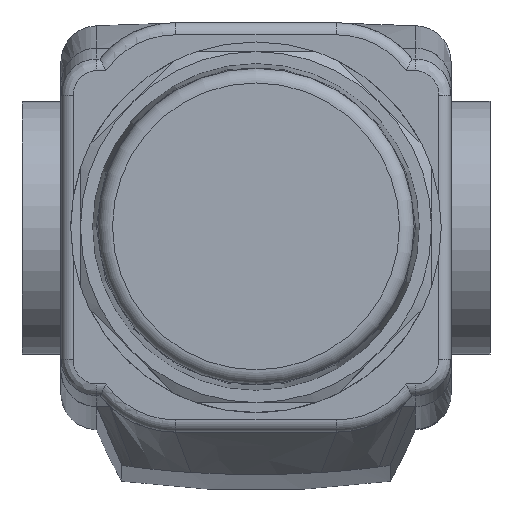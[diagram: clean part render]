
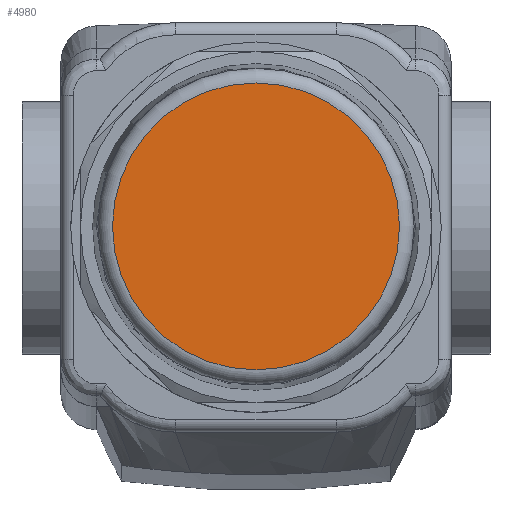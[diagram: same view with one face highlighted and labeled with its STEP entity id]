
A CAD part, top view. The second image highlights one B-rep face of the part: STEP entity #4980.
In plain terms, the highlighted planar face has unit normal (0, 0, 1).
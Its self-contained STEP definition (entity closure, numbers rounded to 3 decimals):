
#4964=CARTESIAN_POINT('',(7.358,0.0,81.5));
#4965=DIRECTION('',(0.0,0.0,1.0));
#4966=DIRECTION('',(1.0,0.0,0.0));
#4967=AXIS2_PLACEMENT_3D('',#4964,#4965,#4966);
#4968=PLANE('',#4967);
#4969=CARTESIAN_POINT('',(14.717,0.0,81.5));
#4970=VERTEX_POINT('',#4969);
#4971=CARTESIAN_POINT('',(0.0,0.0,81.5));
#4972=DIRECTION('',(0.0,0.0,1.0));
#4973=DIRECTION('',(1.0,0.0,0.0));
#4974=AXIS2_PLACEMENT_3D('',#4971,#4972,#4973);
#4975=CIRCLE('',#4974,14.717);
#4976=EDGE_CURVE('',#4970,#4970,#4975,.T.);
#4977=ORIENTED_EDGE('',*,*,#4976,.T.);
#4978=EDGE_LOOP('',(#4977));
#4979=FACE_OUTER_BOUND('',#4978,.T.);
#4980=ADVANCED_FACE('',(#4979),#4968,.T.);
